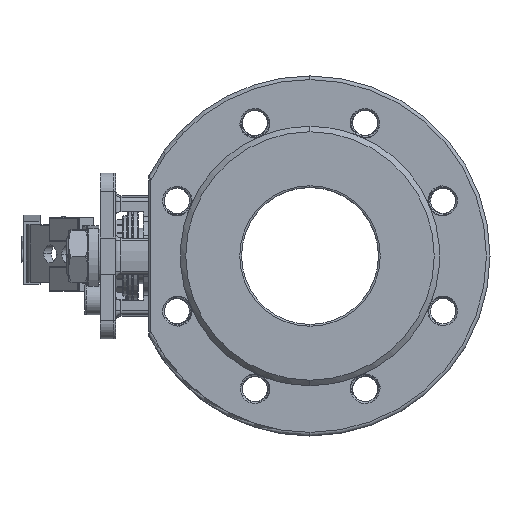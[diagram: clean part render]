
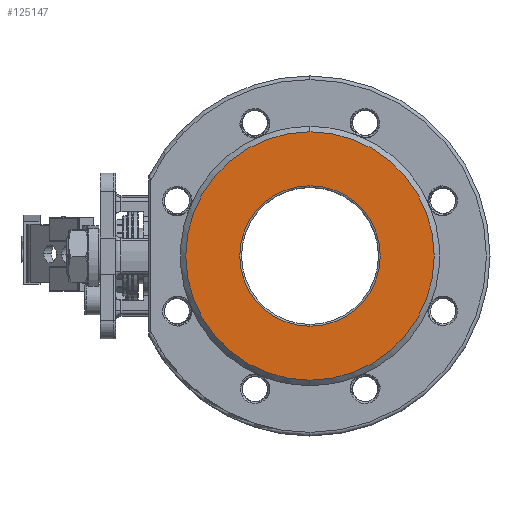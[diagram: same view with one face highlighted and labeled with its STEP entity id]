
A CAD part, left-side view. The second image highlights one B-rep face of the part: STEP entity #125147.
In plain terms, the highlighted planar face has unit normal (-1, 0, 0).
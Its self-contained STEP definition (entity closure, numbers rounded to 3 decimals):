
#2416 = PLANE ( 'NONE',  #12851 ) ;
#10738 = DIRECTION ( 'NONE',  ( 1., 0., 0. ) ) ;
#11422 = DIRECTION ( 'NONE',  ( 0., 0., 1. ) ) ;
#12851 = AXIS2_PLACEMENT_3D ( 'NONE', #32151, #10738, #86653 ) ;
#16335 = CIRCLE ( 'NONE', #95689, 39. ) ;
#21773 = FACE_OUTER_BOUND ( 'NONE', #128989, .T. ) ;
#25363 = DIRECTION ( 'NONE',  ( 0., 0., 1. ) ) ;
#30492 = VERTEX_POINT ( 'NONE', #52261 ) ;
#31502 = CIRCLE ( 'NONE', #108660, 39. ) ;
#32151 = CARTESIAN_POINT ( 'NONE',  ( -60., 69., 0. ) ) ;
#41461 = DIRECTION ( 'NONE',  ( -1., 0., 0. ) ) ;
#46916 = AXIS2_PLACEMENT_3D ( 'NONE', #136115, #41461, #62886 ) ;
#48807 = ORIENTED_EDGE ( 'NONE', *, *, #71226, .F. ) ;
#52261 = CARTESIAN_POINT ( 'NONE',  ( -60., 0., 69. ) ) ;
#59651 = VERTEX_POINT ( 'NONE', #79400 ) ;
#62886 = DIRECTION ( 'NONE',  ( 0., 0., 1. ) ) ;
#63136 = AXIS2_PLACEMENT_3D ( 'NONE', #103833, #124557, #122519 ) ;
#63905 = CARTESIAN_POINT ( 'NONE',  ( -60., 0., 0. ) ) ;
#66421 = EDGE_CURVE ( 'NONE', #59651, #103688, #31502, .T. ) ;
#66738 = CARTESIAN_POINT ( 'NONE',  ( -60., 0., 39. ) ) ;
#67360 = EDGE_CURVE ( 'NONE', #30492, #76780, #106494, .T. ) ;
#71226 = EDGE_CURVE ( 'NONE', #103688, #59651, #16335, .T. ) ;
#76780 = VERTEX_POINT ( 'NONE', #109968 ) ;
#79400 = CARTESIAN_POINT ( 'NONE',  ( -60., 0., -39. ) ) ;
#86653 = DIRECTION ( 'NONE',  ( 0., 1., 0. ) ) ;
#91598 = DIRECTION ( 'NONE',  ( -1., 0., 0. ) ) ;
#95689 = AXIS2_PLACEMENT_3D ( 'NONE', #101284, #91598, #25363 ) ;
#100598 = ORIENTED_EDGE ( 'NONE', *, *, #67360, .T. ) ;
#101284 = CARTESIAN_POINT ( 'NONE',  ( -60., 0., 0. ) ) ;
#103688 = VERTEX_POINT ( 'NONE', #66738 ) ;
#103833 = CARTESIAN_POINT ( 'NONE',  ( -60., 0., 0. ) ) ;
#105660 = ORIENTED_EDGE ( 'NONE', *, *, #66421, .F. ) ;
#106018 = DIRECTION ( 'NONE',  ( -1., 0., 0. ) ) ;
#106494 = CIRCLE ( 'NONE', #46916, 69. ) ;
#107194 = CIRCLE ( 'NONE', #63136, 69. ) ;
#108660 = AXIS2_PLACEMENT_3D ( 'NONE', #63905, #106018, #11422 ) ;
#109968 = CARTESIAN_POINT ( 'NONE',  ( -60., 0., -69. ) ) ;
#110997 = ORIENTED_EDGE ( 'NONE', *, *, #116080, .T. ) ;
#116080 = EDGE_CURVE ( 'NONE', #76780, #30492, #107194, .T. ) ;
#117060 = FACE_BOUND ( 'NONE', #120027, .T. ) ;
#120027 = EDGE_LOOP ( 'NONE', ( #48807, #105660 ) ) ;
#122519 = DIRECTION ( 'NONE',  ( 0., 0., 1. ) ) ;
#124557 = DIRECTION ( 'NONE',  ( -1., 0., 0. ) ) ;
#125147 = ADVANCED_FACE ( 'NONE', ( #117060, #21773 ), #2416, .F. ) ;
#128989 = EDGE_LOOP ( 'NONE', ( #110997, #100598 ) ) ;
#136115 = CARTESIAN_POINT ( 'NONE',  ( -60., 0., 0. ) ) ;
